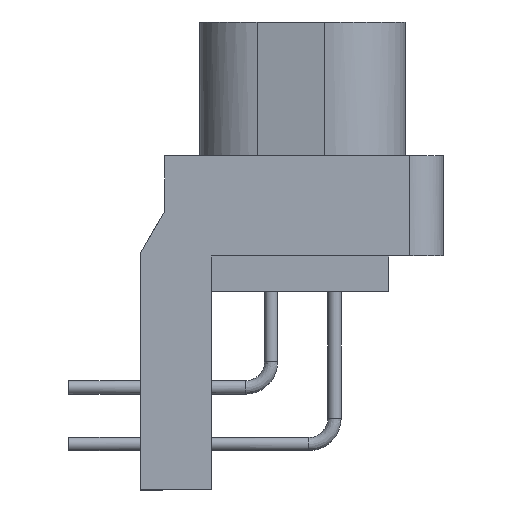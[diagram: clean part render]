
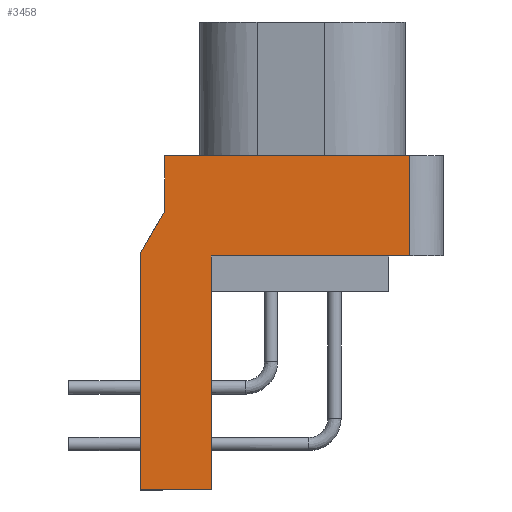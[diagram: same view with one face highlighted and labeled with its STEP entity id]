
A CAD part, left-side view. The second image highlights one B-rep face of the part: STEP entity #3458.
In plain terms, the highlighted free-form (B-spline) face has degree [1, 1] with [2, 2] control points.
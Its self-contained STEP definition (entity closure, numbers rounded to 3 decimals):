
#1861=CARTESIAN_POINT('V35',(-26.6,2.085,
   0.5));
#1862=VERTEX_POINT('V35',#1861);
#1868=CARTESIAN_POINT('V36',(-26.6,-8.915,
   0.5));
#1869=VERTEX_POINT('V36',#1868);
#1870=CARTESIAN_POINT('E47',(-26.6,-8.915,
   0.5));
#1871=CARTESIAN_POINT('E47',(-26.6,2.085,
   0.5));
#1872=B_SPLINE_CURVE_WITH_KNOTS('E47',1,(#1870,#1871),
   .POLYLINE_FORM.,.F.,.U.,(2,2),(0.0,22.0),.UNSPECIFIED.);
#1873=EDGE_CURVE('E47',#1869,#1862,#1872,.T.);
#1926=CARTESIAN_POINT('V71',(-26.6,2.085,
   -2.0));
#1927=VERTEX_POINT('V71',#1926);
#1928=CARTESIAN_POINT('E139',(-26.6,2.085,
   -2.0));
#1929=CARTESIAN_POINT('E139',(-26.6,2.085,
   0.5));
#1930=QUASI_UNIFORM_CURVE('E139',1,(#1928,#1929),.POLYLINE_FORM.,.F.,
   .U.);
#1931=EDGE_CURVE('E139',#1927,#1862,#1930,.T.);
#3103=CARTESIAN_POINT('V70',(-26.6,3.185,
   -3.905));
#3104=VERTEX_POINT('V70',#3103);
#3110=CARTESIAN_POINT('E91',(-26.6,2.085,
   -2.0));
#3111=CARTESIAN_POINT('E91',(-26.6,3.185,
   -3.905));
#3112=QUASI_UNIFORM_CURVE('E91',1,(#3110,#3111),.POLYLINE_FORM.,.F.,
   .U.);
#3113=EDGE_CURVE('E91',#1927,#3104,#3112,.T.);
#3138=CARTESIAN_POINT('V97',(-26.6,3.185,
   -14.5));
#3139=VERTEX_POINT('V97',#3138);
#3147=CARTESIAN_POINT('E140',(-26.6,3.185,
   -3.905));
#3148=CARTESIAN_POINT('E140',(-26.6,3.185,
   -14.5));
#3149=QUASI_UNIFORM_CURVE('E140',1,(#3147,#3148),.POLYLINE_FORM.,.F.,
   .U.);
#3150=EDGE_CURVE('E140',#3104,#3139,#3149,.T.);
#3359=CARTESIAN_POINT('V90',(-26.6,-8.915,
   -4.0));
#3360=VERTEX_POINT('V90',#3359);
#3374=CARTESIAN_POINT('V91',(-26.6,-0.015,
   -4.0));
#3375=VERTEX_POINT('V91',#3374);
#3376=CARTESIAN_POINT('E123',(-26.6,-0.015,
   -4.0));
#3377=CARTESIAN_POINT('E123',(-26.6,-8.915,
   -4.0));
#3378=B_SPLINE_CURVE_WITH_KNOTS('E123',1,(#3376,#3377),
   .POLYLINE_FORM.,.F.,.U.,(2,2),(0.144,1.0),
   .UNSPECIFIED.);
#3379=EDGE_CURVE('E123',#3375,#3360,#3378,.T.);
#3422=CARTESIAN_POINT('E138',(-26.6,-8.915,
   0.5));
#3423=CARTESIAN_POINT('E138',(-26.6,-8.915,
   -4.0));
#3424=QUASI_UNIFORM_CURVE('E138',1,(#3422,#3423),.POLYLINE_FORM.,.F.,
   .U.);
#3425=EDGE_CURVE('E138',#1869,#3360,#3424,.T.);
#3433=CARTESIAN_POINT('F50',(-26.6,3.965,
   -15.325));
#3434=CARTESIAN_POINT('F50',(-26.6,-11.195,
   -15.325));
#3435=CARTESIAN_POINT('F50',(-26.6,3.965,
   0.825));
#3436=CARTESIAN_POINT('F50',(-26.6,-11.195,
   0.825));
#3437=QUASI_UNIFORM_SURFACE('F50',1,1,((#3433,#3435),(#3434,#3436))
,.PLANE_SURF.,.F.,.F.,.U.);
#3438=ORIENTED_EDGE('E138',*,*,#3425,.F.);
#3439=ORIENTED_EDGE('E47',*,*,#1873,.T.);
#3440=ORIENTED_EDGE('E139',*,*,#1931,.F.);
#3441=ORIENTED_EDGE('E91',*,*,#3113,.T.);
#3442=ORIENTED_EDGE('E140',*,*,#3150,.T.);
#3443=CARTESIAN_POINT('V98',(-26.6,-0.015,
   -14.5));
#3444=VERTEX_POINT('V98',#3443);
#3445=CARTESIAN_POINT('E141',(-26.6,3.185,
   -14.5));
#3446=CARTESIAN_POINT('E141',(-26.6,-0.015,
   -14.5));
#3447=QUASI_UNIFORM_CURVE('E141',1,(#3445,#3446),.POLYLINE_FORM.,.F.,
   .U.);
#3448=EDGE_CURVE('E141',#3139,#3444,#3447,.T.);
#3449=ORIENTED_EDGE('E141',*,*,#3448,.T.);
#3450=CARTESIAN_POINT('E142',(-26.6,-0.015,
   -14.5));
#3451=CARTESIAN_POINT('E142',(-26.6,-0.015,
   -4.0));
#3452=QUASI_UNIFORM_CURVE('E142',1,(#3450,#3451),.POLYLINE_FORM.,.F.,
   .U.);
#3453=EDGE_CURVE('E142',#3444,#3375,#3452,.T.);
#3454=ORIENTED_EDGE('E142',*,*,#3453,.T.);
#3455=ORIENTED_EDGE('E123',*,*,#3379,.T.);
#3456=EDGE_LOOP('F50',(#3438,#3439,#3440,#3441,#3442,#3449,#3454,
   #3455));
#3457=FACE_OUTER_BOUND('F50',#3456,.T.);
#3458=ADVANCED_FACE('F50',(#3457),#3437,.T.);
